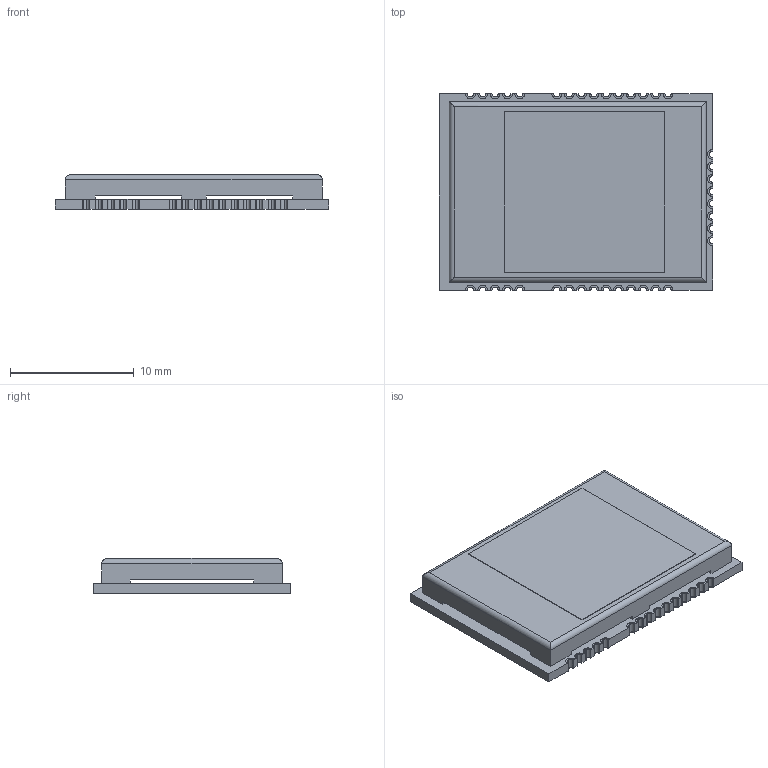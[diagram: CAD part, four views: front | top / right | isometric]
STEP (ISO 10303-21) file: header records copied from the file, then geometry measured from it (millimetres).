
FILE_DESCRIPTION (( 'STEP AP214' ), '1' );
FILE_NAME ('geos3.STEP', '2012-03-29T09:42:44', ( 'Àëåêñàíäð Àãàôîíîâ' ), ( '' ), 'SwSTEP 2.0', 'SolidWorks 2011', '' );
FILE_SCHEMA (( 'AUTOMOTIVE_DESIGN' ));
Length unit declared in the file: millimetre
Products named in the file (5): base_sticker_geos-3_Default; 椻譇燲geos-3; ìåò îòâ; 瀇僗趌geos-3; geos3
Assembly tree (41 placements, depth 2):
  geos3
    ìåò îòâ  x38
    椻譇燲geos-3
    base_sticker_geos-3_Default
    瀇僗趌geos-3
Bounding box: 22.1 x 15.9 x 2.88 mm (x, y, z)
Volume: 368 mm3; surface area: 2038.8 mm2
Topology: 41 solids, 41 shells, 704 faces, 1862 edges, 1240 vertices
Faces by surface type: plane 426, cylinder 278
Entity records: 5301 total; most frequent: DIRECTION 907, CARTESIAN_POINT 902, ORIENTED_EDGE 838, EDGE_CURVE 419, VECTOR 309, LINE 309, AXIS2_PLACEMENT_3D 299, VERTEX_POINT 278
